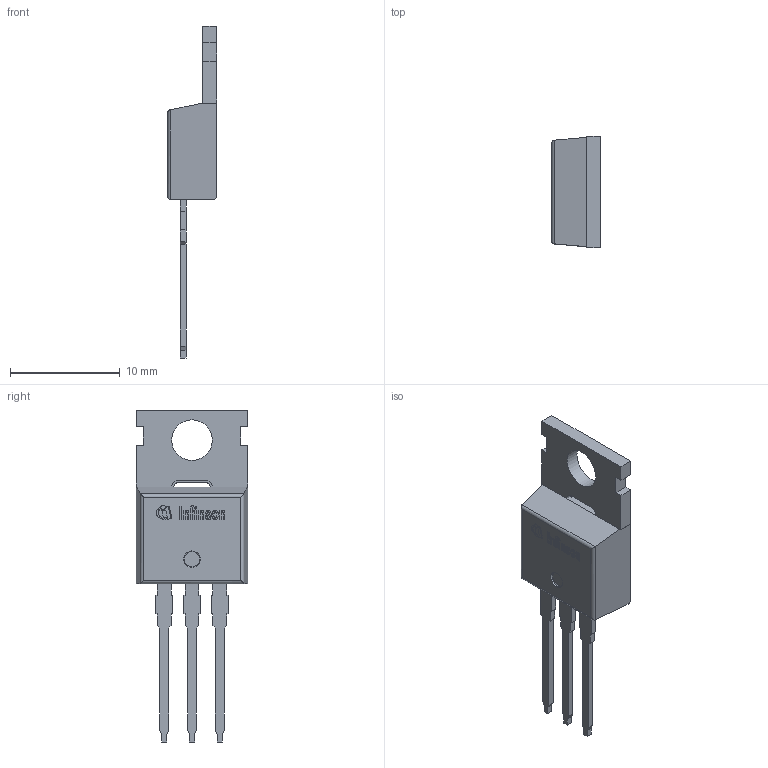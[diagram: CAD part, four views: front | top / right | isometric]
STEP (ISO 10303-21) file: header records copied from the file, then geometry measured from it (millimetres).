
FILE_DESCRIPTION(/* description */ (''),/* implementation_level */ '2;1');
FILE_NAME(/* name */ 'PG-TO220-3-60_Z8B00203806_V04_3D.stp',/* time_stamp */ '2021-11-29T11:54:33+05:00',/* author */ ('janartha'),/* organization */ (''),/* preprocessor_version */ 'ST-DEVELOPER v16.13',/* originating_system */ 'AutoCAD Mechanical',/* authorisation */ '');
FILE_SCHEMA (('AUTOMOTIVE_DESIGN { 1 0 10303 214 3 1 1 }'));
Length unit declared in the file: millimetre
Products named in the file (1): Product
Bounding box: 4.46 x 10.16 x 30.2 mm (x, y, z)
Volume: 520.3 mm3; surface area: 751.6 mm2
Topology: 17 solids, 17 shells, 226 faces, 569 edges, 379 vertices
Faces by surface type: plane 190, bspline 20, cylinder 15, torus 1
Full cylindrical faces by diameter (mm): 0.193 x1, 0.405 x1, 1.5 x1, 3.68 x1
Entity records: 6823 total; most frequent: CARTESIAN_POINT 1522, ORIENTED_EDGE 1128, DIRECTION 969, EDGE_CURVE 564, LINE 493, VECTOR 493, VERTEX_POINT 379, EDGE_LOOP 241
